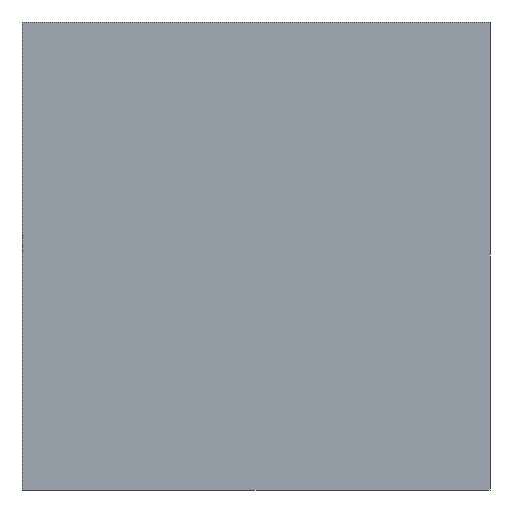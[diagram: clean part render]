
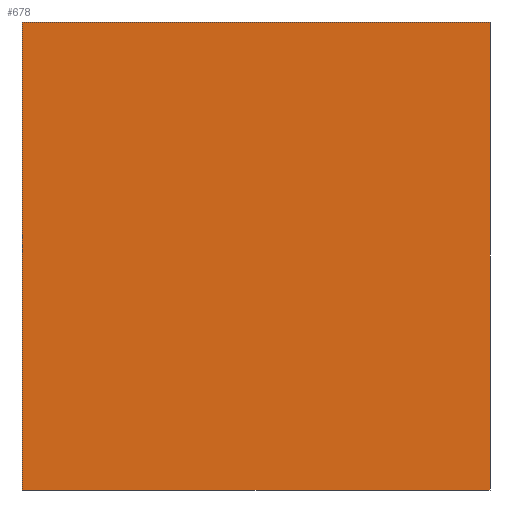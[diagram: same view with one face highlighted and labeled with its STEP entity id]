
A CAD part, front view. The second image highlights one B-rep face of the part: STEP entity #678.
In plain terms, the highlighted planar face has unit normal (0, -1, 0).
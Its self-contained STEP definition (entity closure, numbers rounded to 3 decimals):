
#40=PLANE('',#751);
#74=FACE_OUTER_BOUND('',#108,.T.);
#108=EDGE_LOOP('',(#633,#634,#635,#636));
#182=LINE('',#1115,#262);
#185=LINE('',#1121,#265);
#187=LINE('',#1125,#267);
#188=LINE('',#1127,#268);
#262=VECTOR('',#917,10.);
#265=VECTOR('',#924,10.);
#267=VECTOR('',#928,10.);
#268=VECTOR('',#931,10.);
#345=VERTEX_POINT('',#1112);
#346=VERTEX_POINT('',#1114);
#347=VERTEX_POINT('',#1119);
#348=VERTEX_POINT('',#1123);
#438=EDGE_CURVE('',#345,#346,#182,.T.);
#441=EDGE_CURVE('',#347,#345,#185,.T.);
#443=EDGE_CURVE('',#348,#347,#187,.T.);
#444=EDGE_CURVE('',#346,#348,#188,.T.);
#633=ORIENTED_EDGE('',*,*,#438,.F.);
#634=ORIENTED_EDGE('',*,*,#441,.F.);
#635=ORIENTED_EDGE('',*,*,#443,.F.);
#636=ORIENTED_EDGE('',*,*,#444,.F.);
#678=ADVANCED_FACE('',(#74),#40,.F.);
#751=AXIS2_PLACEMENT_3D('',#1128,#932,#933);
#917=DIRECTION('',(0.,0.,-1.));
#924=DIRECTION('',(1.,0.,0.));
#928=DIRECTION('',(0.,0.,1.));
#931=DIRECTION('',(-1.,0.,0.));
#932=DIRECTION('center_axis',(0.,1.,0.));
#933=DIRECTION('ref_axis',(0.,0.,1.));
#1112=CARTESIAN_POINT('',(8.5,0.,8.5));
#1114=CARTESIAN_POINT('',(8.5,0.,-8.5));
#1115=CARTESIAN_POINT('',(8.5,0.,8.5));
#1119=CARTESIAN_POINT('',(-8.5,0.,8.5));
#1121=CARTESIAN_POINT('',(-8.5,0.,8.5));
#1123=CARTESIAN_POINT('',(-8.5,0.,-8.5));
#1125=CARTESIAN_POINT('',(-8.5,0.,-8.5));
#1127=CARTESIAN_POINT('',(8.5,0.,-8.5));
#1128=CARTESIAN_POINT('Origin',(0.,0.,0.));
